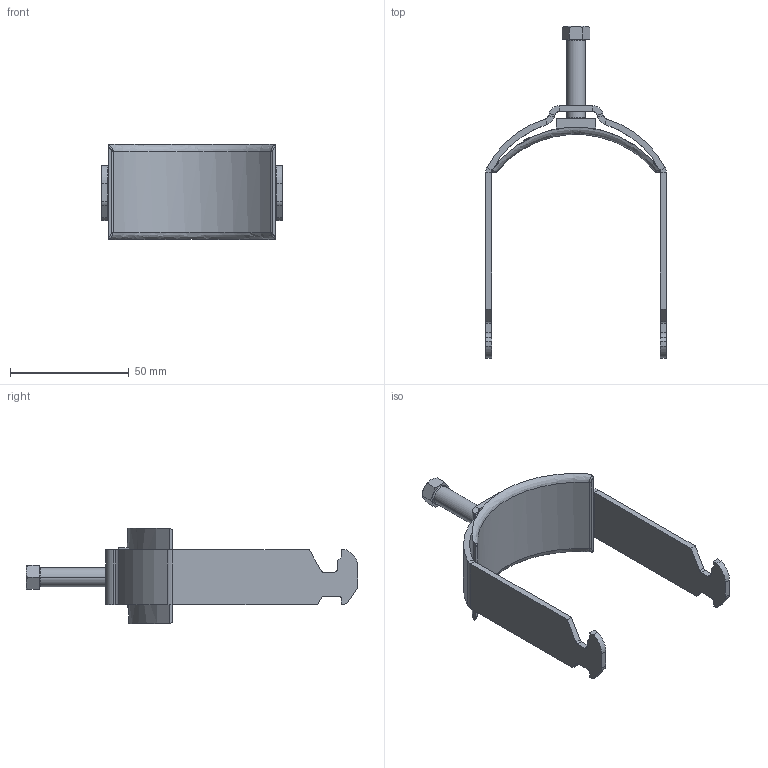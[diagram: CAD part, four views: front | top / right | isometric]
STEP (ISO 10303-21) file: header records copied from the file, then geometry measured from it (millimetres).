
FILE_DESCRIPTION((''),'2;1');
FILE_NAME('1160702_ASM','2015-06-18T',('AndreasKeweloh'),(''),'CREO PARAMETRIC BY PTC INC, 2015080','CREO PARAMETRIC BY PTC INC, 2015080','');
FILE_SCHEMA(('CONFIG_CONTROL_DESIGN'));
Length unit declared in the file: millimetre
Products named in the file (5): EB104-12-01; EB104-12-02; EB104-00-04; EB104-00-03_DRUCKSCHRAUBE_-_M8_; 1160702_ASM
Assembly tree (4 placements, depth 2):
  1160702_ASM
    EB104-12-01
    EB104-12-02
    EB104-00-04
    EB104-00-03_DRUCKSCHRAUBE_-_M8_
Bounding box: 76 x 139.5 x 40 mm (x, y, z)
Volume: 25294.8 mm3; surface area: 21602.5 mm2
Topology: 4 solids, 4 shells, 326 faces, 835 edges, 536 vertices
Faces by surface type: plane 154, bspline 84, cylinder 52, extrusion 28, cone 4, torus 4
Entity records: 16993 total; most frequent: CARTESIAN_POINT 9543, ORIENTED_EDGE 1670, DIRECTION 1228, EDGE_CURVE 835, VERTEX_POINT 536, VECTOR 498, LINE 470, AXIS2_PLACEMENT_3D 365
